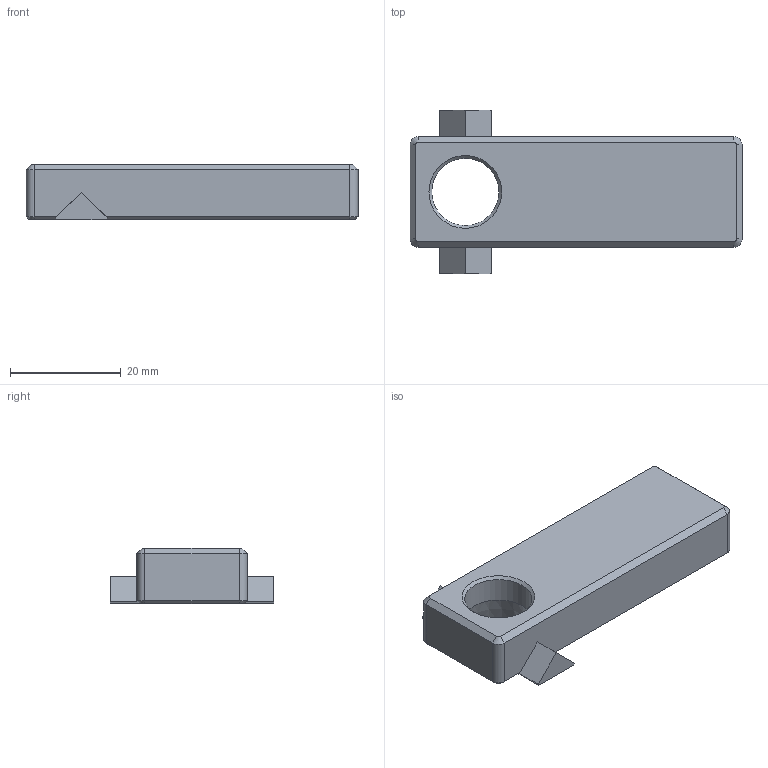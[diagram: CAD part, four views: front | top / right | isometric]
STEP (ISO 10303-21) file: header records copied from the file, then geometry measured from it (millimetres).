
FILE_DESCRIPTION(/* description */ ('STEP AP214'),/* implementation_level */ '2;1');
FILE_NAME(/* name */ 'asdasd.step',/* time_stamp */ '2025-11-12T11:44:26+01:00',/* author */ (''),/* organization */ (''),/* preprocessor_version */ 'ST-DEVELOPER v20.1',/* originating_system */ 'Autodesk Translation Framework v14.21.0.0',/* authorisation */ '');
FILE_SCHEMA (('AUTOMOTIVE_DESIGN { 1 0 10303 214 3 1 1 }'));
Length unit declared in the file: millimetre
Products named in the file (1): GT2 20T5B_dz2020
Bounding box: 60 x 29.6 x 10 mm (x, y, z)
Volume: 10793.3 mm3; surface area: 4274.7 mm2
Topology: 1 solids, 1 shells, 281 faces, 777 edges, 512 vertices
Faces by surface type: bspline 141, plane 124, cone 11, cylinder 5
Full cylindrical faces by diameter (mm): 12.15 x1
Entity records: 10225 total; most frequent: CARTESIAN_POINT 3972, ORIENTED_EDGE 1554, DIRECTION 798, EDGE_CURVE 777, VERTEX_POINT 512, LINE 472, VECTOR 472, EDGE_LOOP 297
